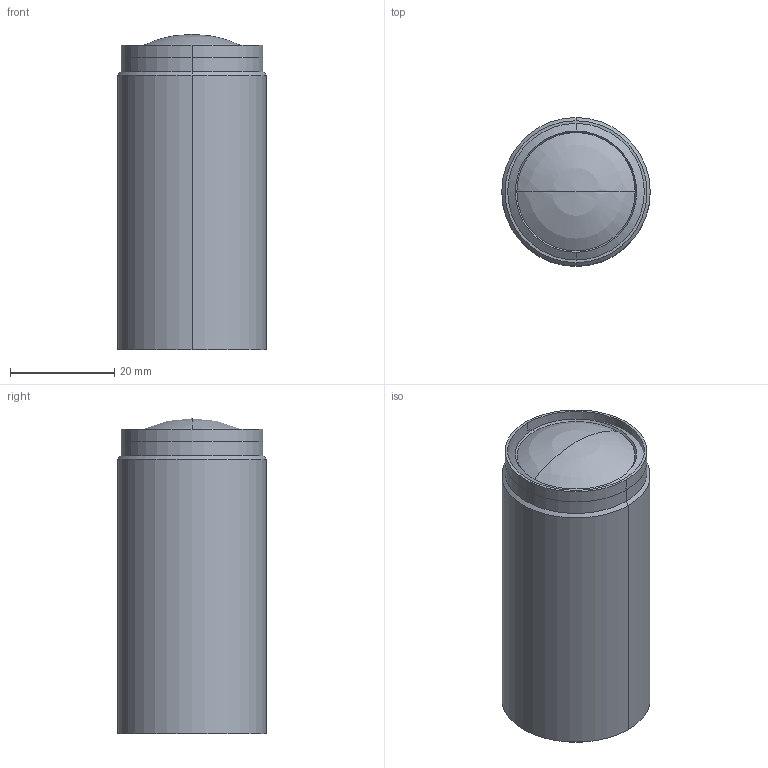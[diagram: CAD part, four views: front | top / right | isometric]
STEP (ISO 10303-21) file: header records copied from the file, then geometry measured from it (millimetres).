
FILE_DESCRIPTION((''),'2;1');
FILE_NAME('193327_ASM','2016-02-10T',('pdmadmin'),(''),'PRO/ENGINEER BY PARAMETRIC TECHNOLOGY CORPORATION, 2013230','PRO/ENGINEER BY PARAMETRIC TECHNOLOGY CORPORATION, 2013230','');
FILE_SCHEMA(('CONFIG_CONTROL_DESIGN'));
Length unit declared in the file: millimetre
Products named in the file (6): 150921; 150921_CRIMPED; 11099; 09036; 11457_ASM; 193327_ASM
Assembly tree (5 placements, depth 3):
  193327_ASM
    11457_ASM
      150921
      150921_CRIMPED
      11099
      09036
Bounding box: 28.51 x 28.51 x 60.5 mm (x, y, z)
Volume: 43809.8 mm3; surface area: 25286 mm2
Topology: 4 solids, 4 shells, 248 faces, 670 edges, 429 vertices
Faces by surface type: cylinder 166, bspline 48, cone 14, plane 10, torus 8, sphere 2
Entity records: 24613 total; most frequent: CARTESIAN_POINT 19076, ORIENTED_EDGE 1336, DIRECTION 790, EDGE_CURVE 668, VERTEX_POINT 429, B_SPLINE_CURVE_WITH_KNOTS 376, AXIS2_PLACEMENT_3D 283, EDGE_LOOP 255
